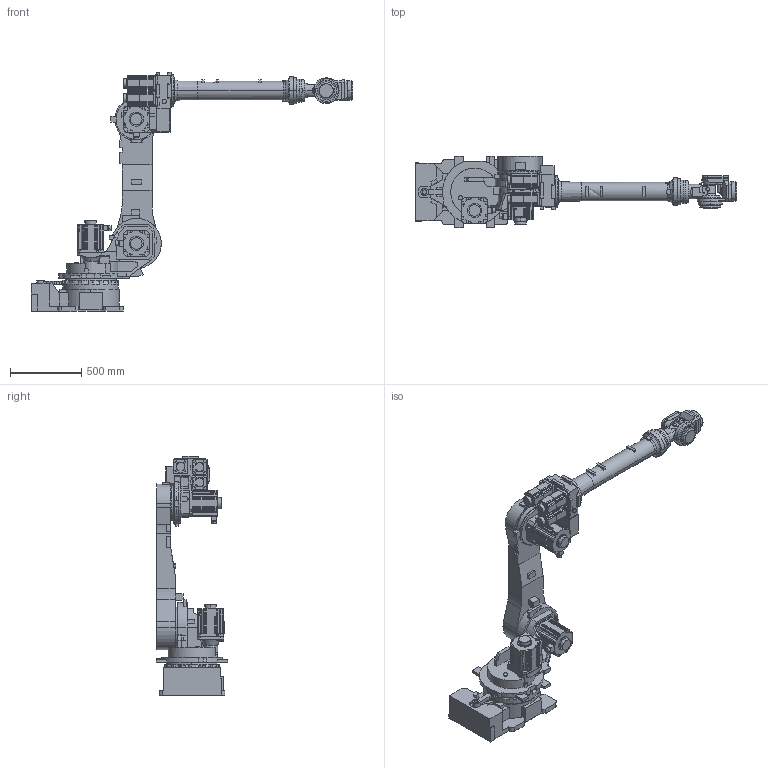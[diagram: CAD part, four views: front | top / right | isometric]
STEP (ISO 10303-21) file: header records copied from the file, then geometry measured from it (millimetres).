
FILE_DESCRIPTION (( 'STEP AP214' ), '1' );
FILE_NAME ('HH030L.STEP', '2018-06-12T04:32:14', ( 'Windows 餌辨濠' ), ( 'HRDG' ), 'SwSTEP 2.0', 'SolidWorks 2017', '' );
FILE_SCHEMA (( 'AUTOMOTIVE_DESIGN' ));
Length unit declared in the file: millimetre
Products named in the file (29): HH030L_ARM FRAME; HH030L_A2 ASSY; HH030L_UPPER FRAME; HH030L_S1 ASSY; HH030L_S MOTOR ASSY; HH030L_WRIST B OUTPUT; HH030L_H MOTOR ASSY; HH030L_GASKET; HH030L_H V MOTOR; HH030L_WRIST CAP; HH030L_H REDUCER; HH030L_B REDUCER; HH030L_LOWER FRAME; HH030L_COVER PLATE; HH030L_BASE ASSY; HH030L_R1 REDUCER; HH030L_S REDUCER; HH030L_WRIST HOLDER; HH030L_STOPPER; HH030L_WRIST R2 OUT PUT; HH030L_BASE BODY; HH030L_WRIST BODY; HH030L_A1 ASSY; HH030L; HH030L_V MOTOR ASSY; HH030L_V REDUCER; HH030L_MOTOR; HH030L_R2 REDUCER; HH030L_ARM PIPE
Assembly tree (32 placements, depth 4):
  HH030L
    HH030L_BASE ASSY
      HH030L_BASE BODY
      HH030L_STOPPER
      HH030L_S REDUCER
    HH030L_S1 ASSY
      HH030L_LOWER FRAME
      HH030L_H REDUCER
      HH030L_H MOTOR ASSY
        HH030L_H V MOTOR
      HH030L_S MOTOR ASSY
        HH030L_H V MOTOR
    HH030L_A2 ASSY
      HH030L_UPPER FRAME
    HH030L_A1 ASSY
      HH030L_ARM FRAME
      HH030L_ARM PIPE
      HH030L_R2 REDUCER
      HH030L_MOTOR  x3
      HH030L_V REDUCER
      HH030L_V MOTOR ASSY
        HH030L_H V MOTOR
    HH030L_WRIST R2 OUT PUT
      HH030L_WRIST BODY
    HH030L_WRIST B OUTPUT
      HH030L_WRIST HOLDER
      HH030L_R1 REDUCER
      HH030L_COVER PLATE
      HH030L_B REDUCER
      HH030L_WRIST CAP
      HH030L_GASKET
Bounding box: 2250 x 500 x 1680 mm (x, y, z)
Volume: 161591307 mm3; surface area: 7359798.3 mm2
Topology: 29 solids, 33 shells, 2398 faces, 6325 edges, 4202 vertices
Faces by surface type: plane 1603, cylinder 741, cone 37, bspline 17
Entity records: 51598 total; most frequent: CARTESIAN_POINT 10899, DIRECTION 8336, ORIENTED_EDGE 8254, EDGE_CURVE 4127, AXIS2_PLACEMENT_3D 2803, VERTEX_POINT 2740, VECTOR 2730, LINE 2730
